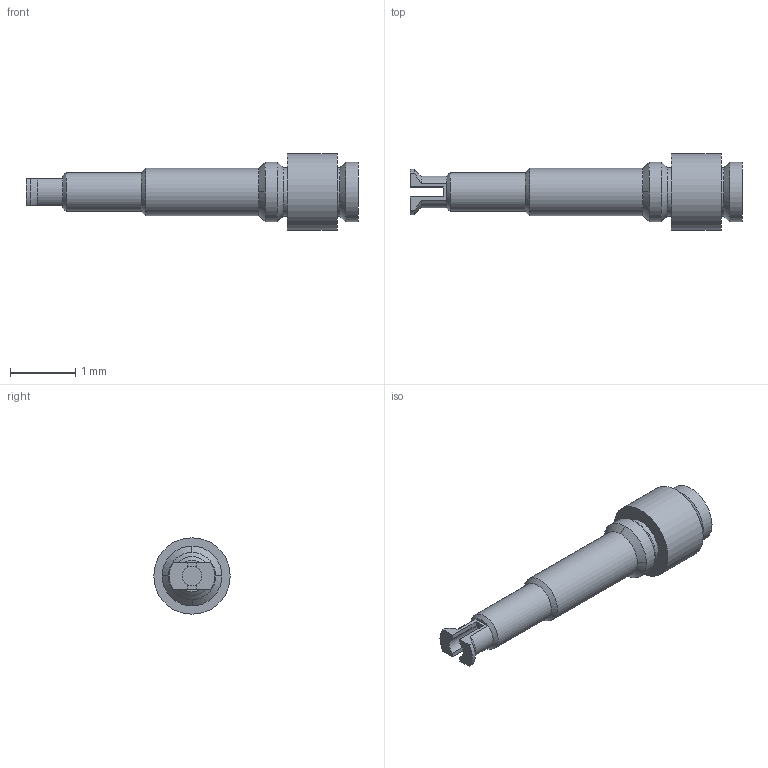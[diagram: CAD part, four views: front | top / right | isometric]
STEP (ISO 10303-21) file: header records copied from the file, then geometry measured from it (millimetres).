
FILE_DESCRIPTION (( 'STEP AP214' ), '1' );
FILE_NAME ('WP30.STEP', '2020-03-20T13:09:52', ( '' ), ( '' ), 'SwSTEP 2.0', 'SolidWorks 2019', '' );
FILE_SCHEMA (( 'AUTOMOTIVE_DESIGN' ));
Length unit declared in the file: inch
Products named in the file (1): WP30
Bounding box: 5.08 x 1.17 x 1.17 mm (x, y, z)
Volume: 2.4 mm3; surface area: 18.6 mm2
Topology: 2 solids, 2 shells, 38 faces, 90 edges, 56 vertices
Faces by surface type: plane 16, cylinder 12, cone 10
Full cylindrical faces by diameter (mm): 0.305 x1, 0.592 x1, 0.711 x1, 0.721 x1, 0.737 x1, 0.914 x2, 1.168 x1
Entity records: 1559 total; most frequent: DIRECTION 184, CARTESIAN_POINT 179, ORIENTED_EDGE 150, EDGE_CURVE 75, AXIS2_PLACEMENT_3D 74, VERTEX_POINT 53, EDGE_LOOP 52, FACE_OUTER_BOUND 46
